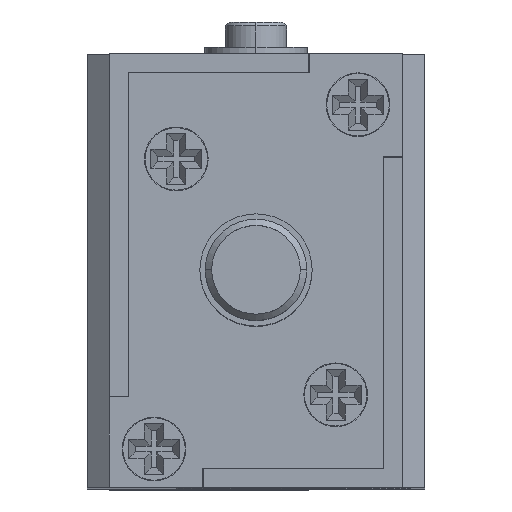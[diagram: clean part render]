
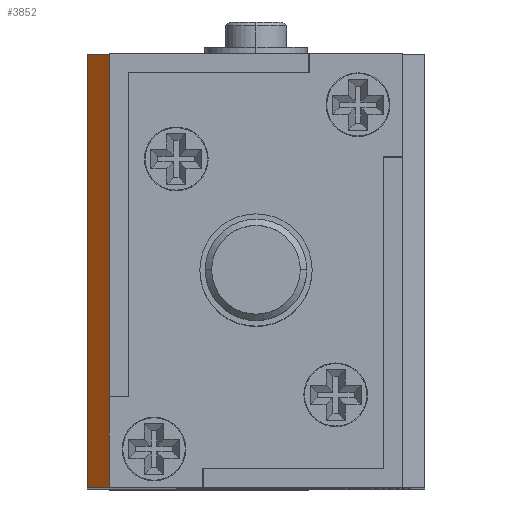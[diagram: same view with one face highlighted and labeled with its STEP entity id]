
A CAD part, top view. The second image highlights one B-rep face of the part: STEP entity #3852.
In plain terms, the highlighted planar face has unit normal (-0.651, 0, 0.759).
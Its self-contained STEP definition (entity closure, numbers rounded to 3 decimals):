
#156 = FACE_OUTER_BOUND ( 'NONE', #2872, .T. ) ;
#462 = LINE ( 'NONE', #3282, #464 ) ;
#464 = VECTOR ( 'NONE', #3283, 1000. ) ;
#469 = LINE ( 'NONE', #3288, #470 ) ;
#470 = VECTOR ( 'NONE', #3289, 1000. ) ;
#499 = LINE ( 'NONE', #3326, #500 ) ;
#500 = VECTOR ( 'NONE', #3327, 1000. ) ;
#505 = LINE ( 'NONE', #3332, #506 ) ;
#506 = VECTOR ( 'NONE', #3333, 1000. ) ;
#2166 = ORIENTED_EDGE ( 'NONE', *, *, #5790, .F. ) ;
#2172 = ORIENTED_EDGE ( 'NONE', *, *, #5770, .T. ) ;
#2178 = ORIENTED_EDGE ( 'NONE', *, *, #5793, .T. ) ;
#2184 = ORIENTED_EDGE ( 'NONE', *, *, #5773, .F. ) ;
#2563 = PLANE ( 'NONE',  #4129 ) ;
#2565 = CARTESIAN_POINT ( 'NONE',  ( -11.5, 0., 0. ) ) ;
#2566 = DIRECTION ( 'NONE',  ( 0.651, 0., -0.759 ) ) ;
#2568 = DIRECTION ( 'NONE',  ( -0.759, 0., -0.651 ) ) ;
#2872 = EDGE_LOOP ( 'NONE', ( #2178, #2166, #2184, #2172 ) ) ;
#3282 = CARTESIAN_POINT ( 'NONE',  ( -11.5, 0., 0. ) ) ;
#3283 = DIRECTION ( 'NONE',  ( 0., 1., 0. ) ) ;
#3288 = CARTESIAN_POINT ( 'NONE',  ( -11.5, 0., 0. ) ) ;
#3289 = DIRECTION ( 'NONE',  ( -0.759, 0., -0.651 ) ) ;
#3326 = CARTESIAN_POINT ( 'NONE',  ( -13.25, 0., -1.5 ) ) ;
#3327 = DIRECTION ( 'NONE',  ( 0., 1., 0. ) ) ;
#3332 = CARTESIAN_POINT ( 'NONE',  ( -11.5, 34., 0. ) ) ;
#3333 = DIRECTION ( 'NONE',  ( -0.759, 0., -0.651 ) ) ;
#3852 = ADVANCED_FACE ( 'NONE', ( #156 ), #2563, .F. ) ;
#4129 = AXIS2_PLACEMENT_3D ( 'NONE', #2565, #2566, #2568 ) ;
#5770 = EDGE_CURVE ( 'NONE', #8020, #8027, #462, .T. ) ;
#5773 = EDGE_CURVE ( 'NONE', #8020, #7977, #469, .T. ) ;
#5790 = EDGE_CURVE ( 'NONE', #7977, #7955, #499, .T. ) ;
#5793 = EDGE_CURVE ( 'NONE', #8027, #7955, #505, .T. ) ;
#6340 = CARTESIAN_POINT ( 'NONE',  ( -13.25, 34., -1.5 ) ) ;
#6362 = CARTESIAN_POINT ( 'NONE',  ( -13.25, 0., -1.5 ) ) ;
#6405 = CARTESIAN_POINT ( 'NONE',  ( -11.5, 0., 0. ) ) ;
#6412 = CARTESIAN_POINT ( 'NONE',  ( -11.5, 34., 0. ) ) ;
#7955 = VERTEX_POINT ( 'NONE', #6340 ) ;
#7977 = VERTEX_POINT ( 'NONE', #6362 ) ;
#8020 = VERTEX_POINT ( 'NONE', #6405 ) ;
#8027 = VERTEX_POINT ( 'NONE', #6412 ) ;
